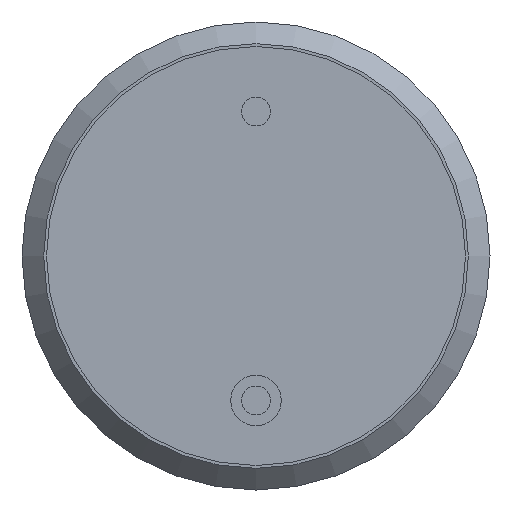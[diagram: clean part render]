
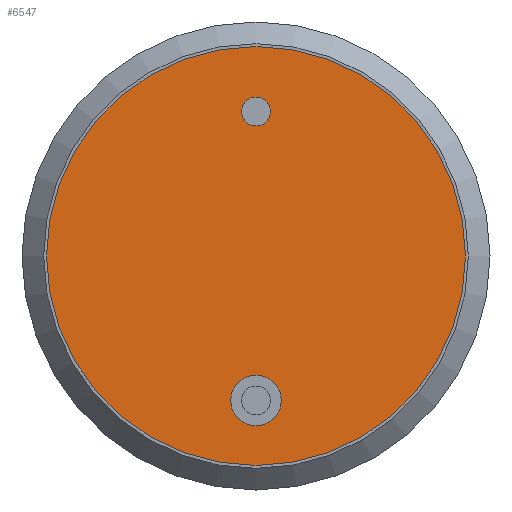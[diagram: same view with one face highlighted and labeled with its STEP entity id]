
A CAD part, front view. The second image highlights one B-rep face of the part: STEP entity #6547.
In plain terms, the highlighted planar face has unit normal (0, -1, 0).
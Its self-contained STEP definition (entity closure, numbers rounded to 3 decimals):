
#78=FACE_BOUND('',#1005,.T.);
#79=FACE_BOUND('',#1006,.T.);
#357=PLANE('',#6938);
#649=FACE_OUTER_BOUND('',#1004,.T.);
#1004=EDGE_LOOP('',(#6139));
#1005=EDGE_LOOP('',(#6140));
#1006=EDGE_LOOP('',(#6141));
#2722=CIRCLE('',#6578,0.875);
#2727=CIRCLE('',#6587,0.5);
#2733=CIRCLE('',#6598,7.25);
#2798=VERTEX_POINT('',#8539);
#2803=VERTEX_POINT('',#8555);
#2809=VERTEX_POINT('',#8575);
#3386=EDGE_CURVE('',#2798,#2798,#2722,.T.);
#3394=EDGE_CURVE('',#2803,#2803,#2727,.T.);
#3402=EDGE_CURVE('',#2809,#2809,#2733,.T.);
#6139=ORIENTED_EDGE('',*,*,#3402,.T.);
#6140=ORIENTED_EDGE('',*,*,#3386,.T.);
#6141=ORIENTED_EDGE('',*,*,#3394,.T.);
#6547=ADVANCED_FACE('',(#649,#78,#79),#357,.F.);
#6578=AXIS2_PLACEMENT_3D('',#8540,#6949,#6950);
#6587=AXIS2_PLACEMENT_3D('',#8557,#6970,#6971);
#6598=AXIS2_PLACEMENT_3D('',#8576,#6994,#6995);
#6938=AXIS2_PLACEMENT_3D('',#10329,#8515,#8516);
#6949=DIRECTION('center_axis',(0.,1.,0.));
#6950=DIRECTION('ref_axis',(-1.,0.,0.));
#6970=DIRECTION('center_axis',(0.,1.,0.));
#6971=DIRECTION('ref_axis',(-1.,0.,0.));
#6994=DIRECTION('center_axis',(0.,-1.,0.));
#6995=DIRECTION('ref_axis',(-1.,0.,0.));
#8515=DIRECTION('center_axis',(0.,1.,0.));
#8516=DIRECTION('ref_axis',(0.,0.,1.));
#8539=CARTESIAN_POINT('',(0.875,0.,-5.));
#8540=CARTESIAN_POINT('Origin',(0.,0.,-5.));
#8555=CARTESIAN_POINT('',(0.5,0.,5.));
#8557=CARTESIAN_POINT('Origin',(0.,0.,5.));
#8575=CARTESIAN_POINT('',(7.25,0.,0.));
#8576=CARTESIAN_POINT('Origin',(0.,0.,0.));
#10329=CARTESIAN_POINT('Origin',(0.,0.,0.));
